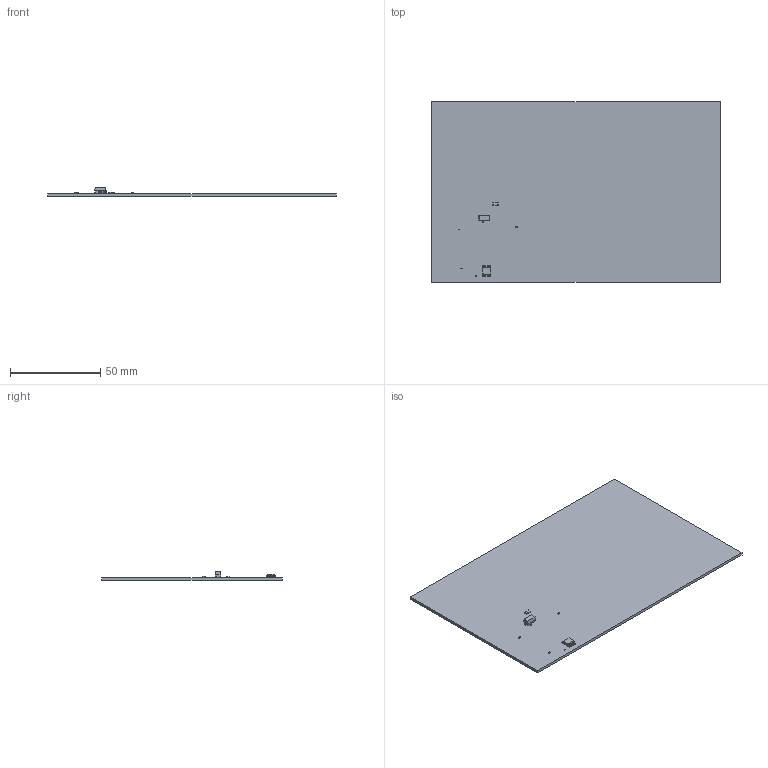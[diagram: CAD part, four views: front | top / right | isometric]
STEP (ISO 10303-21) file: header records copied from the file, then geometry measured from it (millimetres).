
FILE_DESCRIPTION(('Open CASCADE Model'),'2;1');
FILE_NAME('Open CASCADE Shape Model','2017-04-19T01:34:56',('Author'),( 'Open CASCADE'),'Open CASCADE STEP processor 6.7','Open CASCADE 6.7' ,'Unknown');
FILE_SCHEMA(('AUTOMOTIVE_DESIGN_CC2 { 1 2 10303 214 -1 1 5 4 }'));
Length unit declared in the file: millimetre
Products named in the file (10): untitled_12383; PCB; EIA6032-NOM; LED-1206; SO08; BVS; trace
Assembly tree (7 placements, depth 2):
  untitled_12383
    PCB
    EIA6032-NOM
    LED-1206
    SO08
    BVS  x3
  trace
  trace
  trace
  trace
Bounding box: 160 x 100 x 4.97 mm (x, y, z)
Volume: 25212.3 mm3; surface area: 33034 mm2
Topology: 7 solids, 7 shells, 221 faces, 576 edges, 366 vertices
Faces by surface type: plane 185, cylinder 36
Full cylindrical faces by diameter (mm): 0.61 x2
Entity records: 16950 total; most frequent: CARTESIAN_POINT 5547, DIRECTION 1810, LINE 1226, VECTOR 1226, ORIENTED_EDGE 1008, PCURVE 1008, DEFINITIONAL_REPRESENTATION 1008, EDGE_CURVE 504
